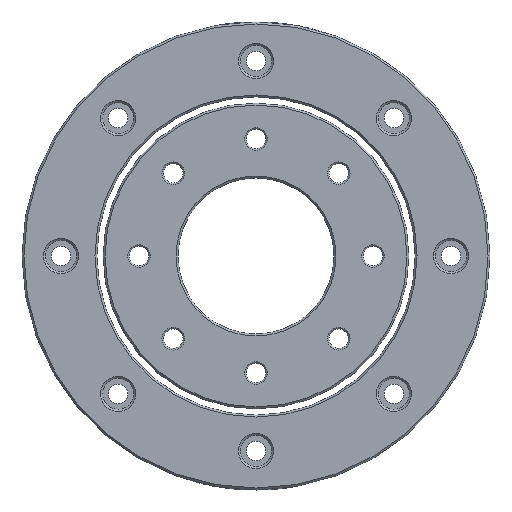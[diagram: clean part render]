
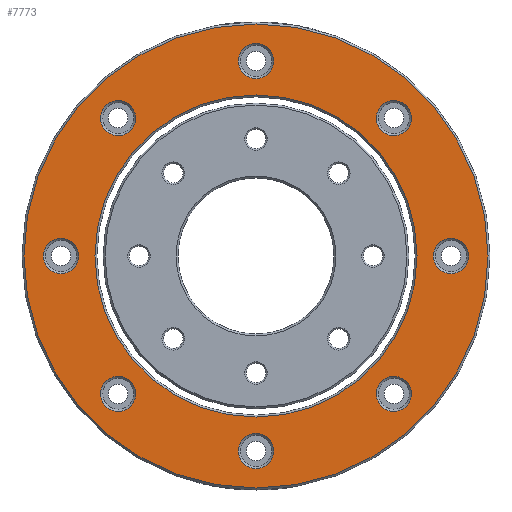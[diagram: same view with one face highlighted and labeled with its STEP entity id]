
A CAD part, front view. The second image highlights one B-rep face of the part: STEP entity #7773.
In plain terms, the highlighted planar face has unit normal (0, -1, 0).
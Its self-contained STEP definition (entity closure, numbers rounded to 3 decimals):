
#5082=PLANE('',#17687);
#5210=FACE_BOUND('',#9363,.T.);
#5211=FACE_BOUND('',#9364,.T.);
#5212=FACE_BOUND('',#9365,.T.);
#5213=FACE_BOUND('',#9366,.T.);
#5214=FACE_BOUND('',#9367,.T.);
#5215=FACE_BOUND('',#9368,.T.);
#5216=FACE_BOUND('',#9369,.T.);
#5217=FACE_BOUND('',#9370,.T.);
#5218=FACE_BOUND('',#9371,.T.);
#5219=FACE_BOUND('',#9372,.T.);
#7773=ADVANCED_FACE('',(#5210,#5211,#5212,#5213,#5214,#5215,#5216,#5217,
#5218,#5219),#5082,.F.);
#9363=EDGE_LOOP('',(#13026,#13027));
#9364=EDGE_LOOP('',(#13028,#13029));
#9365=EDGE_LOOP('',(#13030,#13031));
#9366=EDGE_LOOP('',(#13032,#13033));
#9367=EDGE_LOOP('',(#13034,#13035));
#9368=EDGE_LOOP('',(#13036,#13037));
#9369=EDGE_LOOP('',(#13038,#13039));
#9370=EDGE_LOOP('',(#13040,#13041));
#9371=EDGE_LOOP('',(#13042,#13043));
#9372=EDGE_LOOP('',(#13044,#13045));
#13026=ORIENTED_EDGE('',*,*,#16250,.T.);
#13027=ORIENTED_EDGE('',*,*,#16366,.T.);
#13028=ORIENTED_EDGE('',*,*,#16254,.T.);
#13029=ORIENTED_EDGE('',*,*,#16367,.T.);
#13030=ORIENTED_EDGE('',*,*,#16258,.T.);
#13031=ORIENTED_EDGE('',*,*,#16368,.T.);
#13032=ORIENTED_EDGE('',*,*,#16262,.T.);
#13033=ORIENTED_EDGE('',*,*,#16369,.T.);
#13034=ORIENTED_EDGE('',*,*,#16266,.T.);
#13035=ORIENTED_EDGE('',*,*,#16370,.T.);
#13036=ORIENTED_EDGE('',*,*,#16270,.T.);
#13037=ORIENTED_EDGE('',*,*,#16371,.T.);
#13038=ORIENTED_EDGE('',*,*,#16274,.T.);
#13039=ORIENTED_EDGE('',*,*,#16372,.T.);
#13040=ORIENTED_EDGE('',*,*,#16341,.T.);
#13041=ORIENTED_EDGE('',*,*,#16373,.T.);
#13042=ORIENTED_EDGE('',*,*,#16374,.T.);
#13043=ORIENTED_EDGE('',*,*,#16343,.T.);
#13044=ORIENTED_EDGE('',*,*,#16324,.T.);
#13045=ORIENTED_EDGE('',*,*,#16375,.T.);
#14422=VERTEX_POINT('',#34962);
#14423=VERTEX_POINT('',#34964);
#14426=VERTEX_POINT('',#34971);
#14427=VERTEX_POINT('',#34973);
#14430=VERTEX_POINT('',#34980);
#14431=VERTEX_POINT('',#34982);
#14434=VERTEX_POINT('',#34989);
#14435=VERTEX_POINT('',#34991);
#14438=VERTEX_POINT('',#34998);
#14439=VERTEX_POINT('',#35000);
#14442=VERTEX_POINT('',#35007);
#14443=VERTEX_POINT('',#35009);
#14446=VERTEX_POINT('',#35016);
#14447=VERTEX_POINT('',#35018);
#14482=VERTEX_POINT('',#35118);
#14483=VERTEX_POINT('',#35120);
#14496=VERTEX_POINT('',#35154);
#14497=VERTEX_POINT('',#35156);
#14498=VERTEX_POINT('',#35160);
#14499=VERTEX_POINT('',#35161);
#16250=EDGE_CURVE('',#14423,#14422,#16738,.T.);
#16254=EDGE_CURVE('',#14427,#14426,#16740,.T.);
#16258=EDGE_CURVE('',#14431,#14430,#16742,.T.);
#16262=EDGE_CURVE('',#14435,#14434,#16744,.T.);
#16266=EDGE_CURVE('',#14439,#14438,#16746,.T.);
#16270=EDGE_CURVE('',#14443,#14442,#16748,.T.);
#16274=EDGE_CURVE('',#14447,#14446,#16750,.T.);
#16324=EDGE_CURVE('',#14483,#14482,#16768,.T.);
#16341=EDGE_CURVE('',#14497,#14496,#16775,.T.);
#16343=EDGE_CURVE('',#14498,#14499,#16776,.T.);
#16366=EDGE_CURVE('',#14422,#14423,#16789,.T.);
#16367=EDGE_CURVE('',#14426,#14427,#16790,.T.);
#16368=EDGE_CURVE('',#14430,#14431,#16791,.T.);
#16369=EDGE_CURVE('',#14434,#14435,#16792,.T.);
#16370=EDGE_CURVE('',#14438,#14439,#16793,.T.);
#16371=EDGE_CURVE('',#14442,#14443,#16794,.T.);
#16372=EDGE_CURVE('',#14446,#14447,#16795,.T.);
#16373=EDGE_CURVE('',#14496,#14497,#16796,.T.);
#16374=EDGE_CURVE('',#14499,#14498,#16797,.T.);
#16375=EDGE_CURVE('',#14482,#14483,#16798,.T.);
#16738=CIRCLE('',#17589,4.5);
#16740=CIRCLE('',#17592,4.5);
#16742=CIRCLE('',#17595,4.5);
#16744=CIRCLE('',#17598,4.5);
#16746=CIRCLE('',#17601,4.5);
#16748=CIRCLE('',#17604,4.5);
#16750=CIRCLE('',#17607,4.5);
#16768=CIRCLE('',#17641,4.5);
#16775=CIRCLE('',#17653,41.3);
#16776=CIRCLE('',#17655,59.5);
#16789=CIRCLE('',#17677,4.5);
#16790=CIRCLE('',#17678,4.5);
#16791=CIRCLE('',#17679,4.5);
#16792=CIRCLE('',#17680,4.5);
#16793=CIRCLE('',#17681,4.5);
#16794=CIRCLE('',#17682,4.5);
#16795=CIRCLE('',#17683,4.5);
#16796=CIRCLE('',#17684,41.3);
#16797=CIRCLE('',#17685,59.5);
#16798=CIRCLE('',#17686,4.5);
#17589=AXIS2_PLACEMENT_3D('',#34963,#20001,#20002);
#17592=AXIS2_PLACEMENT_3D('',#34972,#20009,#20010);
#17595=AXIS2_PLACEMENT_3D('',#34981,#20017,#20018);
#17598=AXIS2_PLACEMENT_3D('',#34990,#20025,#20026);
#17601=AXIS2_PLACEMENT_3D('',#34999,#20033,#20034);
#17604=AXIS2_PLACEMENT_3D('',#35008,#20041,#20042);
#17607=AXIS2_PLACEMENT_3D('',#35017,#20049,#20050);
#17641=AXIS2_PLACEMENT_3D('',#35119,#20149,#20150);
#17653=AXIS2_PLACEMENT_3D('',#35155,#20183,#20184);
#17655=AXIS2_PLACEMENT_3D('',#35159,#20188,#20189);
#17677=AXIS2_PLACEMENT_3D('',#35205,#20242,#20243);
#17678=AXIS2_PLACEMENT_3D('',#35206,#20244,#20245);
#17679=AXIS2_PLACEMENT_3D('',#35207,#20246,#20247);
#17680=AXIS2_PLACEMENT_3D('',#35208,#20248,#20249);
#17681=AXIS2_PLACEMENT_3D('',#35209,#20250,#20251);
#17682=AXIS2_PLACEMENT_3D('',#35210,#20252,#20253);
#17683=AXIS2_PLACEMENT_3D('',#35211,#20254,#20255);
#17684=AXIS2_PLACEMENT_3D('',#35212,#20256,#20257);
#17685=AXIS2_PLACEMENT_3D('',#35213,#20258,#20259);
#17686=AXIS2_PLACEMENT_3D('',#35214,#20260,#20261);
#17687=AXIS2_PLACEMENT_3D('',#35215,#20262,#20263);
#20001=DIRECTION('',(0.,1.,0.));
#20002=DIRECTION('',(0.,0.,1.));
#20009=DIRECTION('',(0.,1.,0.));
#20010=DIRECTION('',(0.,0.,1.));
#20017=DIRECTION('',(0.,1.,0.));
#20018=DIRECTION('',(0.,0.,1.));
#20025=DIRECTION('',(0.,1.,0.));
#20026=DIRECTION('',(0.,0.,1.));
#20033=DIRECTION('',(0.,1.,0.));
#20034=DIRECTION('',(0.,0.,1.));
#20041=DIRECTION('',(0.,1.,0.));
#20042=DIRECTION('',(0.,0.,1.));
#20049=DIRECTION('',(0.,1.,0.));
#20050=DIRECTION('',(0.,0.,1.));
#20149=DIRECTION('',(0.,1.,0.));
#20150=DIRECTION('',(0.,0.,1.));
#20183=DIRECTION('',(0.,1.,0.));
#20184=DIRECTION('',(0.,0.,1.));
#20188=DIRECTION('',(0.,-1.,0.));
#20189=DIRECTION('',(0.,0.,1.));
#20242=DIRECTION('',(0.,1.,0.));
#20243=DIRECTION('',(0.,0.,1.));
#20244=DIRECTION('',(0.,1.,0.));
#20245=DIRECTION('',(0.,0.,1.));
#20246=DIRECTION('',(0.,1.,0.));
#20247=DIRECTION('',(0.,0.,1.));
#20248=DIRECTION('',(0.,1.,0.));
#20249=DIRECTION('',(0.,0.,1.));
#20250=DIRECTION('',(0.,1.,0.));
#20251=DIRECTION('',(0.,0.,1.));
#20252=DIRECTION('',(0.,1.,0.));
#20253=DIRECTION('',(0.,0.,1.));
#20254=DIRECTION('',(0.,1.,0.));
#20255=DIRECTION('',(0.,0.,1.));
#20256=DIRECTION('',(0.,1.,0.));
#20257=DIRECTION('',(0.,0.,1.));
#20258=DIRECTION('',(0.,-1.,0.));
#20259=DIRECTION('',(0.,0.,1.));
#20260=DIRECTION('',(0.,1.,0.));
#20261=DIRECTION('',(0.,0.,1.));
#20262=DIRECTION('',(0.,1.,0.));
#20263=DIRECTION('',(0.,0.,1.));
#34962=CARTESIAN_POINT('',(-35.355,0.5,39.855));
#34963=CARTESIAN_POINT('',(-35.355,0.5,35.355));
#34964=CARTESIAN_POINT('',(-35.355,0.5,30.855));
#34971=CARTESIAN_POINT('',(0.,0.5,54.5));
#34972=CARTESIAN_POINT('',(0.,0.5,50.));
#34973=CARTESIAN_POINT('',(0.,0.5,45.5));
#34980=CARTESIAN_POINT('',(35.355,0.5,39.855));
#34981=CARTESIAN_POINT('',(35.355,0.5,35.355));
#34982=CARTESIAN_POINT('',(35.355,0.5,30.855));
#34989=CARTESIAN_POINT('',(50.,0.5,4.5));
#34990=CARTESIAN_POINT('',(50.,0.5,0.));
#34991=CARTESIAN_POINT('',(50.,0.5,-4.5));
#34998=CARTESIAN_POINT('',(35.355,0.5,-30.855));
#34999=CARTESIAN_POINT('',(35.355,0.5,-35.355));
#35000=CARTESIAN_POINT('',(35.355,0.5,-39.855));
#35007=CARTESIAN_POINT('',(0.,0.5,-45.5));
#35008=CARTESIAN_POINT('',(0.,0.5,-50.));
#35009=CARTESIAN_POINT('',(0.,0.5,-54.5));
#35016=CARTESIAN_POINT('',(-35.355,0.5,-30.855));
#35017=CARTESIAN_POINT('',(-35.355,0.5,-35.355));
#35018=CARTESIAN_POINT('',(-35.355,0.5,-39.855));
#35118=CARTESIAN_POINT('',(-50.,0.5,4.5));
#35119=CARTESIAN_POINT('',(-50.,0.5,0.));
#35120=CARTESIAN_POINT('',(-50.,0.5,-4.5));
#35154=CARTESIAN_POINT('',(0.,0.5,41.3));
#35155=CARTESIAN_POINT('',(0.,0.5,0.));
#35156=CARTESIAN_POINT('',(0.,0.5,-41.3));
#35159=CARTESIAN_POINT('',(0.,0.5,0.));
#35160=CARTESIAN_POINT('',(0.,0.5,-59.5));
#35161=CARTESIAN_POINT('',(0.,0.5,59.5));
#35205=CARTESIAN_POINT('',(-35.355,0.5,35.355));
#35206=CARTESIAN_POINT('',(0.,0.5,50.));
#35207=CARTESIAN_POINT('',(35.355,0.5,35.355));
#35208=CARTESIAN_POINT('',(50.,0.5,0.));
#35209=CARTESIAN_POINT('',(35.355,0.5,-35.355));
#35210=CARTESIAN_POINT('',(0.,0.5,-50.));
#35211=CARTESIAN_POINT('',(-35.355,0.5,-35.355));
#35212=CARTESIAN_POINT('',(0.,0.5,0.));
#35213=CARTESIAN_POINT('',(0.,0.5,0.));
#35214=CARTESIAN_POINT('',(-50.,0.5,0.));
#35215=CARTESIAN_POINT('',(-40.8,0.5,0.));
